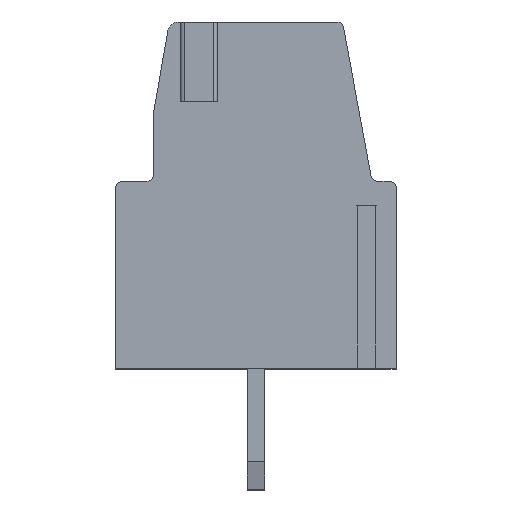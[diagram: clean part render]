
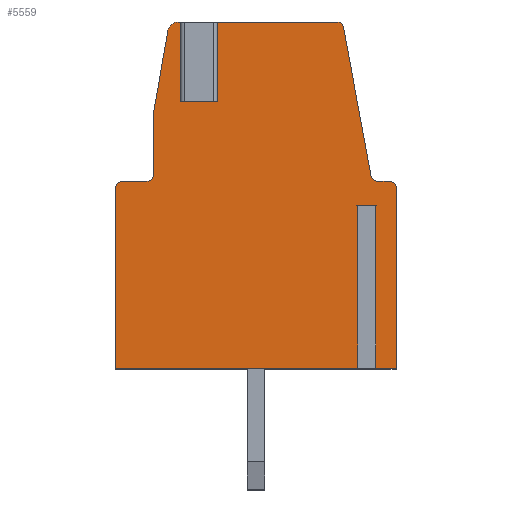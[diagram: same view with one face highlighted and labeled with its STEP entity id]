
A CAD part, top view. The second image highlights one B-rep face of the part: STEP entity #5559.
In plain terms, the highlighted planar face has unit normal (0, 0, 1).
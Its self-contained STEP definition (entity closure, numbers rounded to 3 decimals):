
#133=CIRCLE('',#5825,0.2);
#139=CIRCLE('',#5841,0.3);
#141=CIRCLE('',#5847,0.2);
#146=CIRCLE('',#5858,0.2);
#147=CIRCLE('',#5860,0.2);
#148=CIRCLE('',#5861,0.2);
#1170=ORIENTED_EDGE('',*,*,#1872,.T.);
#1171=ORIENTED_EDGE('',*,*,#1866,.T.);
#1172=ORIENTED_EDGE('',*,*,#1873,.F.);
#1173=ORIENTED_EDGE('',*,*,#1874,.T.);
#1174=ORIENTED_EDGE('',*,*,#1802,.T.);
#1175=ORIENTED_EDGE('',*,*,#1875,.T.);
#1176=ORIENTED_EDGE('',*,*,#1789,.T.);
#1177=ORIENTED_EDGE('',*,*,#1771,.T.);
#1178=ORIENTED_EDGE('',*,*,#1769,.F.);
#1179=ORIENTED_EDGE('',*,*,#1767,.T.);
#1180=ORIENTED_EDGE('',*,*,#1788,.T.);
#1181=ORIENTED_EDGE('',*,*,#1860,.T.);
#1182=ORIENTED_EDGE('',*,*,#1871,.F.);
#1183=ORIENTED_EDGE('',*,*,#1876,.T.);
#1184=ORIENTED_EDGE('',*,*,#1877,.F.);
#1185=ORIENTED_EDGE('',*,*,#1835,.T.);
#1186=ORIENTED_EDGE('',*,*,#1850,.T.);
#1187=ORIENTED_EDGE('',*,*,#1831,.T.);
#1188=ORIENTED_EDGE('',*,*,#1744,.T.);
#1189=ORIENTED_EDGE('',*,*,#1749,.F.);
#1190=ORIENTED_EDGE('',*,*,#1753,.T.);
#1191=ORIENTED_EDGE('',*,*,#1829,.T.);
#1192=ORIENTED_EDGE('',*,*,#1840,.F.);
#1744=EDGE_CURVE('',#2188,#2189,#2664,.T.);
#1749=EDGE_CURVE('',#2192,#2189,#2669,.T.);
#1753=EDGE_CURVE('',#2192,#2196,#2671,.T.);
#1767=EDGE_CURVE('',#2207,#2206,#2681,.T.);
#1769=EDGE_CURVE('',#2207,#2208,#2683,.T.);
#1771=EDGE_CURVE('',#2209,#2208,#2685,.T.);
#1788=EDGE_CURVE('',#2206,#2224,#2701,.T.);
#1789=EDGE_CURVE('',#2225,#2209,#2702,.T.);
#1802=EDGE_CURVE('',#2237,#2236,#133,.T.);
#1829=EDGE_CURVE('',#2196,#2255,#2738,.T.);
#1831=EDGE_CURVE('',#2256,#2188,#2739,.T.);
#1835=EDGE_CURVE('',#2260,#2259,#2743,.T.);
#1840=EDGE_CURVE('',#2263,#2255,#139,.T.);
#1850=EDGE_CURVE('',#2259,#2256,#141,.T.);
#1860=EDGE_CURVE('',#2224,#2277,#2763,.T.);
#1866=EDGE_CURVE('',#2281,#2280,#2767,.T.);
#1871=EDGE_CURVE('',#2284,#2277,#146,.T.);
#1872=EDGE_CURVE('',#2263,#2281,#2771,.T.);
#1873=EDGE_CURVE('',#2285,#2280,#147,.T.);
#1874=EDGE_CURVE('',#2285,#2237,#2772,.T.);
#1875=EDGE_CURVE('',#2236,#2225,#2773,.T.);
#1876=EDGE_CURVE('',#2284,#2286,#2774,.T.);
#1877=EDGE_CURVE('',#2260,#2286,#148,.T.);
#2188=VERTEX_POINT('',#7830);
#2189=VERTEX_POINT('',#7831);
#2192=VERTEX_POINT('',#7839);
#2196=VERTEX_POINT('',#7849);
#2206=VERTEX_POINT('',#7876);
#2207=VERTEX_POINT('',#7878);
#2208=VERTEX_POINT('',#7882);
#2209=VERTEX_POINT('',#7886);
#2224=VERTEX_POINT('',#7922);
#2225=VERTEX_POINT('',#7925);
#2236=VERTEX_POINT('',#7950);
#2237=VERTEX_POINT('',#7952);
#2255=VERTEX_POINT('',#8004);
#2256=VERTEX_POINT('',#8008);
#2259=VERTEX_POINT('',#8015);
#2260=VERTEX_POINT('',#8017);
#2263=VERTEX_POINT('',#8025);
#2277=VERTEX_POINT('',#8066);
#2280=VERTEX_POINT('',#8077);
#2281=VERTEX_POINT('',#8079);
#2284=VERTEX_POINT('',#8087);
#2285=VERTEX_POINT('',#8092);
#2286=VERTEX_POINT('',#8096);
#2664=LINE('',#7829,#3170);
#2669=LINE('',#7841,#3175);
#2671=LINE('',#7848,#3177);
#2681=LINE('',#7877,#3187);
#2683=LINE('',#7881,#3189);
#2685=LINE('',#7885,#3191);
#2701=LINE('',#7923,#3207);
#2702=LINE('',#7924,#3208);
#2738=LINE('',#8005,#3244);
#2739=LINE('',#8007,#3245);
#2743=LINE('',#8016,#3249);
#2763=LINE('',#8067,#3269);
#2767=LINE('',#8078,#3273);
#2771=LINE('',#8090,#3277);
#2772=LINE('',#8093,#3278);
#2773=LINE('',#8094,#3279);
#2774=LINE('',#8095,#3280);
#3170=VECTOR('',#6669,1000.);
#3175=VECTOR('',#6676,1000.);
#3177=VECTOR('',#6684,1000.);
#3187=VECTOR('',#6710,1000.);
#3189=VECTOR('',#6714,1000.);
#3191=VECTOR('',#6718,1000.);
#3207=VECTOR('',#6746,1000.);
#3208=VECTOR('',#6747,1000.);
#3244=VECTOR('',#6811,1000.);
#3245=VECTOR('',#6814,1000.);
#3249=VECTOR('',#6820,1000.);
#3269=VECTOR('',#6866,1000.);
#3273=VECTOR('',#6878,1000.);
#3277=VECTOR('',#6890,1000.);
#3278=VECTOR('',#6893,1000.);
#3279=VECTOR('',#6894,1000.);
#3280=VECTOR('',#6895,1000.);
#3504=EDGE_LOOP('',(#1170,#1171,#1172,#1173,#1174,#1175,#1176,#1177,#1178,
#1179,#1180,#1181,#1182,#1183,#1184,#1185,#1186,#1187,#1188,#1189,#1190,
#1191,#1192));
#3720=FACE_BOUND('',#3504,.T.);
#3896=PLANE('',#5859);
#5559=ADVANCED_FACE('',(#3720),#3896,.F.);
#5825=AXIS2_PLACEMENT_3D('',#7951,#6764,#6765);
#5841=AXIS2_PLACEMENT_3D('',#8026,#6828,#6829);
#5847=AXIS2_PLACEMENT_3D('',#8046,#6848,#6849);
#5858=AXIS2_PLACEMENT_3D('',#8088,#6886,#6887);
#5859=AXIS2_PLACEMENT_3D('',#8089,#6888,#6889);
#5860=AXIS2_PLACEMENT_3D('',#8091,#6891,#6892);
#5861=AXIS2_PLACEMENT_3D('',#8097,#6896,#6897);
#6669=DIRECTION('',(0.,-1.,0.));
#6676=DIRECTION('',(1.,0.,0.));
#6684=DIRECTION('',(0.,1.,0.));
#6710=DIRECTION('',(0.,-1.,0.));
#6714=DIRECTION('',(-1.,0.,0.));
#6718=DIRECTION('',(0.,1.,0.));
#6746=DIRECTION('',(1.,0.,0.));
#6747=DIRECTION('',(1.,0.,0.));
#6764=DIRECTION('',(0.,0.,1.));
#6765=DIRECTION('',(1.,0.,0.));
#6811=DIRECTION('',(-1.,0.,0.));
#6814=DIRECTION('',(-1.,0.,0.));
#6820=DIRECTION('',(-0.182,0.983,0.));
#6828=DIRECTION('',(0.,0.,-1.));
#6829=DIRECTION('',(-1.,0.,0.));
#6848=DIRECTION('',(0.,0.,1.));
#6849=DIRECTION('',(1.,0.,0.));
#6866=DIRECTION('',(0.,1.,0.));
#6878=DIRECTION('',(0.,-1.,0.));
#6886=DIRECTION('',(0.,0.,-1.));
#6887=DIRECTION('',(-1.,0.,0.));
#6888=DIRECTION('',(0.,0.,-1.));
#6889=DIRECTION('',(0.,1.,0.));
#6890=DIRECTION('',(-0.174,-0.985,0.));
#6891=DIRECTION('',(0.,0.,1.));
#6892=DIRECTION('',(1.,0.,0.));
#6893=DIRECTION('',(-1.,0.,0.));
#6894=DIRECTION('',(0.,-1.,0.));
#6895=DIRECTION('',(-1.,0.,0.));
#6896=DIRECTION('',(0.,0.,1.));
#6897=DIRECTION('',(1.,0.,0.));
#7829=CARTESIAN_POINT('',(-5.446,-18.438,0.));
#7830=CARTESIAN_POINT('',(-5.446,10.,0.));
#7831=CARTESIAN_POINT('',(-5.446,7.7,0.));
#7839=CARTESIAN_POINT('',(-5.954,7.7,0.));
#7841=CARTESIAN_POINT('',(-16.414,7.7,0.));
#7848=CARTESIAN_POINT('',(-5.954,-18.438,0.));
#7849=CARTESIAN_POINT('',(-5.954,10.,0.));
#7876=CARTESIAN_POINT('',(-0.596,0.,0.));
#7877=CARTESIAN_POINT('',(-0.596,-18.438,0.));
#7878=CARTESIAN_POINT('',(-0.596,4.7,0.));
#7881=CARTESIAN_POINT('',(-16.414,4.7,0.));
#7882=CARTESIAN_POINT('',(-1.104,4.7,0.));
#7885=CARTESIAN_POINT('',(-1.104,-18.438,0.));
#7886=CARTESIAN_POINT('',(-1.104,0.,0.));
#7922=CARTESIAN_POINT('',(0.,0.,0.));
#7923=CARTESIAN_POINT('',(-16.414,0.,0.));
#7924=CARTESIAN_POINT('',(-16.414,0.,0.));
#7925=CARTESIAN_POINT('',(-8.1,0.,0.));
#7950=CARTESIAN_POINT('',(-8.1,5.2,0.));
#7951=CARTESIAN_POINT('',(-7.9,5.2,0.));
#7952=CARTESIAN_POINT('',(-7.9,5.4,0.));
#8004=CARTESIAN_POINT('',(-6.298,10.,0.));
#8005=CARTESIAN_POINT('',(-16.414,10.,0.));
#8007=CARTESIAN_POINT('',(-16.414,10.,0.));
#8008=CARTESIAN_POINT('',(-1.716,10.,0.));
#8015=CARTESIAN_POINT('',(-1.52,9.836,0.));
#8016=CARTESIAN_POINT('',(3.721,-18.438,0.));
#8017=CARTESIAN_POINT('',(-0.728,5.564,0.));
#8025=CARTESIAN_POINT('',(-6.594,9.752,0.));
#8026=CARTESIAN_POINT('',(-6.298,9.7,0.));
#8046=CARTESIAN_POINT('',(-1.716,9.8,0.));
#8066=CARTESIAN_POINT('',(0.,5.2,0.));
#8067=CARTESIAN_POINT('',(0.,-18.438,0.));
#8077=CARTESIAN_POINT('',(-7.,5.6,0.));
#8078=CARTESIAN_POINT('',(-7.,-18.438,0.));
#8079=CARTESIAN_POINT('',(-7.,7.448,0.));
#8087=CARTESIAN_POINT('',(-0.2,5.4,0.));
#8088=CARTESIAN_POINT('',(-0.2,5.2,0.));
#8089=CARTESIAN_POINT('',(0.81,-4.4,0.));
#8090=CARTESIAN_POINT('',(-11.564,-18.438,0.));
#8091=CARTESIAN_POINT('',(-7.2,5.6,0.));
#8092=CARTESIAN_POINT('',(-7.2,5.4,0.));
#8093=CARTESIAN_POINT('',(-16.414,5.4,0.));
#8094=CARTESIAN_POINT('',(-8.1,-18.438,0.));
#8095=CARTESIAN_POINT('',(-16.414,5.4,0.));
#8096=CARTESIAN_POINT('',(-0.531,5.4,0.));
#8097=CARTESIAN_POINT('',(-0.531,5.6,0.));
